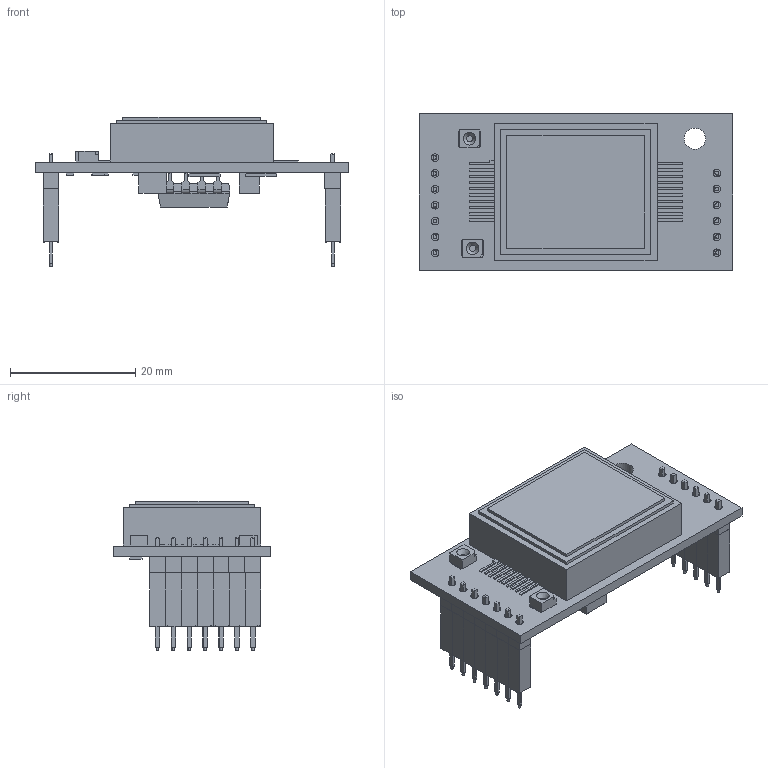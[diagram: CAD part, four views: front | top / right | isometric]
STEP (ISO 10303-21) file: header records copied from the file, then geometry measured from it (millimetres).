
FILE_DESCRIPTION(('STEP AP214'), '1');
FILE_NAME('RS485-G', '2019-10-15T12:55:20', ('UNSPECIFIED'), ('UNSPECIFIED'), 'ASCON STEP Converter 1.3', 'ASCON Math Kernel', '');
FILE_SCHEMA(('AUTOMOTIVE_DESIGN { 1 0 10303 214 3 1 1}'));
Length unit declared in the file: millimetre
Products named in the file (21): Open CASCADE STEP translator 6.9 1; SNP346-7VP21-1; COMPOUND; SNP346-6VP21-1; Res_0805; SOLID; korpys_4140.20-1; DIP8_SMD; RES_2010_(0,5W); Cap_1812; KIPD86
Assembly tree (41 placements, depth 3):
  Open CASCADE STEP translator 6.9 1
    SNP346-7VP21-1
      COMPOUND
    SNP346-6VP21-1
      COMPOUND
    Res_0805  x7
      SOLID
    korpys_4140.20-1
      SOLID
    DIP8_SMD
      SOLID
    RES_2010_(0,5W)  x2
      SOLID
    Cap_1812  x2
      SOLID
    KIPD86  x2
      SOLID
    COMPOUND
    (unnamed)
      (unnamed)  x6
    (unnamed)
      (unnamed)  x7
Bounding box: 50 x 25 x 23.82 mm (x, y, z)
Volume: 7249.3 mm3; surface area: 7769 mm2
Topology: 42 solids, 42 shells, 1452 faces, 3691 edges, 2392 vertices
Faces by surface type: plane 1236, cylinder 214, cone 2
Full cylindrical faces by diameter (mm): 0.42 x13, 1.2 x13, 3.4 x1
Entity records: 39697 total; most frequent: CARTESIAN_POINT 5296, ORIENTED_EDGE 5152, DIRECTION 5058, EDGE_CURVE 2576, LINE 2170, VECTOR 2170, VERTEX_POINT 1682, AXIS2_PLACEMENT_3D 1444
